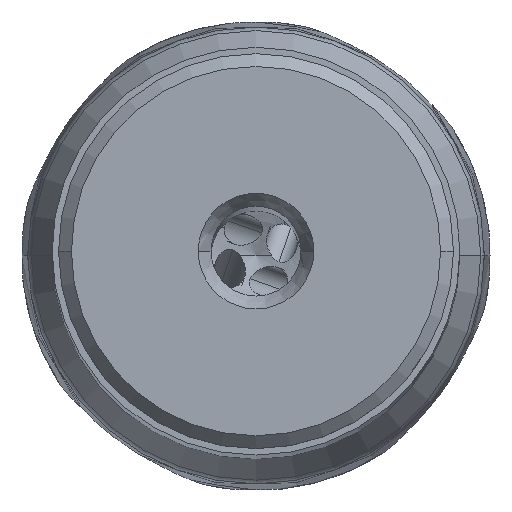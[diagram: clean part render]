
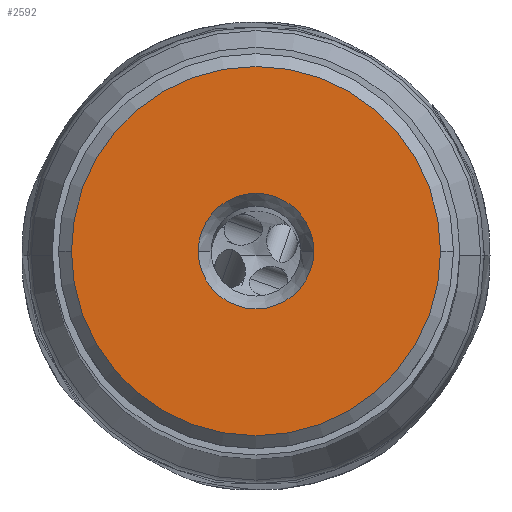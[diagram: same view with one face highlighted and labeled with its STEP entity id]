
A CAD part, top view. The second image highlights one B-rep face of the part: STEP entity #2592.
In plain terms, the highlighted planar face has unit normal (0, 0, 1).
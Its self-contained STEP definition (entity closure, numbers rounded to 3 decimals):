
#2592=ADVANCED_FACE('',(#2929,#2930),#2880,.T.);
#2880=PLANE('',#9862);
#2929=FACE_BOUND('',#3253,.T.);
#2930=FACE_BOUND('',#3254,.T.);
#3253=EDGE_LOOP('',(#5390,#5391,#5392));
#3254=EDGE_LOOP('',(#5393,#5394));
#5390=ORIENTED_EDGE('',*,*,#8323,.F.);
#5391=ORIENTED_EDGE('',*,*,#8324,.F.);
#5392=ORIENTED_EDGE('',*,*,#8325,.F.);
#5393=ORIENTED_EDGE('',*,*,#8322,.F.);
#5394=ORIENTED_EDGE('',*,*,#8326,.F.);
#7050=VERTEX_POINT('',#28646);
#7051=VERTEX_POINT('',#28648);
#7052=VERTEX_POINT('',#28652);
#7053=VERTEX_POINT('',#28653);
#7054=VERTEX_POINT('',#28655);
#8322=EDGE_CURVE('',#7051,#7050,#8937,.T.);
#8323=EDGE_CURVE('',#7052,#7053,#8938,.T.);
#8324=EDGE_CURVE('',#7054,#7052,#8939,.T.);
#8325=EDGE_CURVE('',#7053,#7054,#8940,.T.);
#8326=EDGE_CURVE('',#7050,#7051,#8941,.T.);
#8937=CIRCLE('',#9856,4.5);
#8938=CIRCLE('',#9858,14.375);
#8939=CIRCLE('',#9859,14.375);
#8940=CIRCLE('',#9860,14.375);
#8941=CIRCLE('',#9861,4.5);
#9856=AXIS2_PLACEMENT_3D('',#28649,#11554,#11555);
#9858=AXIS2_PLACEMENT_3D('',#28651,#11558,#11559);
#9859=AXIS2_PLACEMENT_3D('',#28654,#11560,#11561);
#9860=AXIS2_PLACEMENT_3D('',#28656,#11562,#11563);
#9861=AXIS2_PLACEMENT_3D('',#28657,#11564,#11565);
#9862=AXIS2_PLACEMENT_3D('',#28658,#11566,#11567);
#11554=DIRECTION('',(0.,0.,1.));
#11555=DIRECTION('',(-1.,0.,0.));
#11558=DIRECTION('',(0.,0.,-1.));
#11559=DIRECTION('',(0.,-1.,0.));
#11560=DIRECTION('',(0.,0.,-1.));
#11561=DIRECTION('',(1.,0.,0.));
#11562=DIRECTION('',(0.,0.,-1.));
#11563=DIRECTION('',(-1.,0.,0.));
#11564=DIRECTION('',(0.,0.,1.));
#11565=DIRECTION('',(1.,0.,0.));
#11566=DIRECTION('',(0.,0.,1.));
#11567=DIRECTION('',(-1.,0.,0.));
#28646=CARTESIAN_POINT('',(4.5,0.,0.));
#28648=CARTESIAN_POINT('',(-4.5,0.,0.));
#28649=CARTESIAN_POINT('',(0.,0.,0.));
#28651=CARTESIAN_POINT('',(0.,0.,0.));
#28652=CARTESIAN_POINT('',(0.,-14.375,0.));
#28653=CARTESIAN_POINT('',(-14.375,0.,0.));
#28654=CARTESIAN_POINT('',(0.,0.,0.));
#28655=CARTESIAN_POINT('',(14.375,0.,0.));
#28656=CARTESIAN_POINT('',(0.,0.,0.));
#28657=CARTESIAN_POINT('',(0.,0.,0.));
#28658=CARTESIAN_POINT('',(0.,0.,0.));
